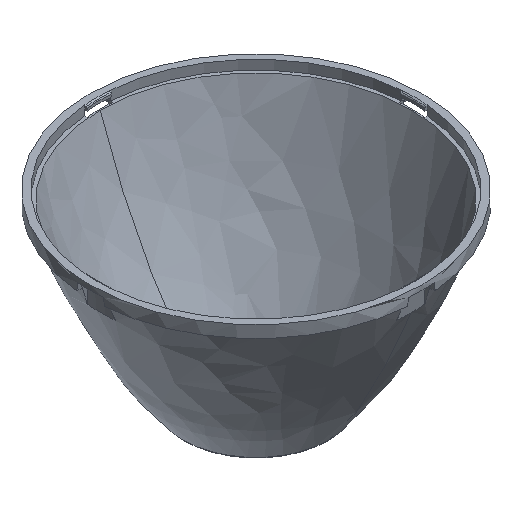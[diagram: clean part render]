
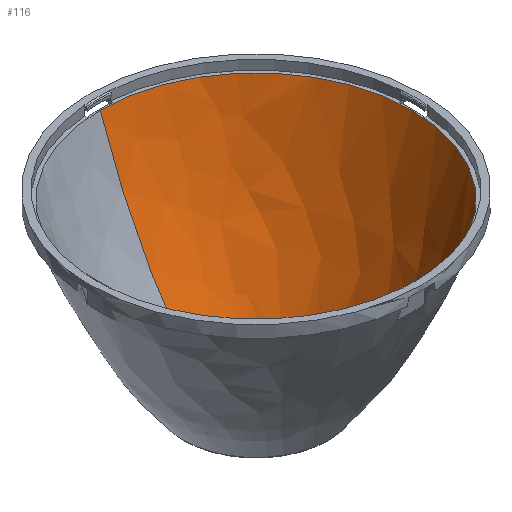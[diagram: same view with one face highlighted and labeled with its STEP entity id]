
A CAD part, isometric view. The second image highlights one B-rep face of the part: STEP entity #116.
In plain terms, the highlighted free-form (B-spline) face has degree [3, 3] with [4, 4] control points.
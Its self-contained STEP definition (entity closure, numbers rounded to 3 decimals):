
#28 = ORIENTED_EDGE ( 'NONE', *, *, #353, .F. ) ;
#52 = CARTESIAN_POINT ( 'NONE',  ( 0., -15.764, 0.65 ) ) ;
#116 = ADVANCED_FACE ( 'NONE', ( #1650 ), #436, .F. ) ;
#158 = AXIS2_PLACEMENT_3D ( 'NONE', #1150, #1146, #1144 ) ;
#185 = AXIS2_PLACEMENT_3D ( 'NONE', #2202, #2294, #2296 ) ;
#353 = EDGE_CURVE ( 'NONE', #1778, #2474, #1361, .T. ) ;
#436 =( BOUNDED_SURFACE ( )  B_SPLINE_SURFACE ( 3, 3, ( 
 ( #2461, #2659, #2153, #518 ),
 ( #2455, #2457, #2460, #2464 ),
 ( #2466, #2080, #2472, #2082 ),
 ( #2478, #2069, #2481, #2064 ) ),
 .UNSPECIFIED., .F., .F., .T. ) 
 B_SPLINE_SURFACE_WITH_KNOTS ( ( 4, 4 ),
 ( 4, 4 ),
 ( 0., 1. ),
 ( 0., 1. ),
 .UNSPECIFIED. ) 
 GEOMETRIC_REPRESENTATION_ITEM ( )  RATIONAL_B_SPLINE_SURFACE ( (
 ( 1., 0.333, 0.333, 1.),
 ( 0.992, 0.331, 0.331, 0.992),
 ( 0.992, 0.331, 0.331, 0.992),
 ( 1., 0.333, 0.333, 1.) ) ) 
 REPRESENTATION_ITEM ( '' )  SURFACE ( )  );
#458 = CARTESIAN_POINT ( 'NONE',  ( 0., -35.184, 38.9 ) ) ;
#489 = CIRCLE ( 'NONE', #158, 136.164 ) ;
#518 = CARTESIAN_POINT ( 'NONE',  ( 0., -15.764, 0.65 ) ) ;
#585 = DIRECTION ( 'NONE',  ( 0., 1., 0. ) ) ;
#597 = DIRECTION ( 'NONE',  ( 0., 0., 1. ) ) ;
#605 = CARTESIAN_POINT ( 'NONE',  ( 0., 0., 0.65 ) ) ;
#645 = CARTESIAN_POINT ( 'NONE',  ( 0., 15.764, 0.65 ) ) ;
#754 = EDGE_CURVE ( 'NONE', #1335, #1049, #489, .T. ) ;
#806 = EDGE_CURVE ( 'NONE', #2474, #1049, #1601, .T. ) ;
#1036 = DIRECTION ( 'NONE',  ( 0., 1., 0. ) ) ;
#1037 = DIRECTION ( 'NONE',  ( 0., 0., -1. ) ) ;
#1039 = CARTESIAN_POINT ( 'NONE',  ( 0., 0., 38.9 ) ) ;
#1049 = VERTEX_POINT ( 'NONE', #458 ) ;
#1144 = DIRECTION ( 'NONE',  ( 0., -1., 0. ) ) ;
#1146 = DIRECTION ( 'NONE',  ( -1., 0., 0. ) ) ;
#1150 = CARTESIAN_POINT ( 'NONE',  ( 0., 94.422, 80.648 ) ) ;
#1281 = AXIS2_PLACEMENT_3D ( 'NONE', #605, #597, #585 ) ;
#1335 = VERTEX_POINT ( 'NONE', #52 ) ;
#1361 = CIRCLE ( 'NONE', #185, 136.164 ) ;
#1471 = CIRCLE ( 'NONE', #1281, 15.764 ) ;
#1601 = CIRCLE ( 'NONE', #1689, 35.184 ) ;
#1650 = FACE_OUTER_BOUND ( 'NONE', #2433, .T. ) ;
#1689 = AXIS2_PLACEMENT_3D ( 'NONE', #1039, #1037, #1036 ) ;
#1770 = EDGE_CURVE ( 'NONE', #1335, #1778, #1471, .T. ) ;
#1778 = VERTEX_POINT ( 'NONE', #645 ) ;
#1831 = CARTESIAN_POINT ( 'NONE',  ( 0., 35.184, 38.9 ) ) ;
#1888 = ORIENTED_EDGE ( 'NONE', *, *, #806, .F. ) ;
#1944 = ORIENTED_EDGE ( 'NONE', *, *, #1770, .F. ) ;
#2064 = CARTESIAN_POINT ( 'NONE',  ( 0., -35.184, 38.9 ) ) ;
#2069 = CARTESIAN_POINT ( 'NONE',  ( 70.368, 35.184, 38.9 ) ) ;
#2080 = CARTESIAN_POINT ( 'NONE',  ( 61.526, 30.763, 25.175 ) ) ;
#2082 = CARTESIAN_POINT ( 'NONE',  ( 0., -30.763, 25.175 ) ) ;
#2089 = ORIENTED_EDGE ( 'NONE', *, *, #754, .T. ) ;
#2153 = CARTESIAN_POINT ( 'NONE',  ( 31.527, -15.764, 0.65 ) ) ;
#2202 = CARTESIAN_POINT ( 'NONE',  ( 0., -94.422, 80.648 ) ) ;
#2294 = DIRECTION ( 'NONE',  ( 1., 0., 0. ) ) ;
#2296 = DIRECTION ( 'NONE',  ( 0., 1., 0. ) ) ;
#2433 = EDGE_LOOP ( 'NONE', ( #1944, #2089, #1888, #28 ) ) ;
#2455 = CARTESIAN_POINT ( 'NONE',  ( 0., 24.235, 12.318 ) ) ;
#2457 = CARTESIAN_POINT ( 'NONE',  ( 48.47, 24.235, 12.318 ) ) ;
#2460 = CARTESIAN_POINT ( 'NONE',  ( 48.47, -24.235, 12.318 ) ) ;
#2461 = CARTESIAN_POINT ( 'NONE',  ( 0., 15.764, 0.65 ) ) ;
#2464 = CARTESIAN_POINT ( 'NONE',  ( 0., -24.235, 12.318 ) ) ;
#2466 = CARTESIAN_POINT ( 'NONE',  ( 0., 30.763, 25.175 ) ) ;
#2472 = CARTESIAN_POINT ( 'NONE',  ( 61.526, -30.763, 25.175 ) ) ;
#2474 = VERTEX_POINT ( 'NONE', #1831 ) ;
#2478 = CARTESIAN_POINT ( 'NONE',  ( 0., 35.184, 38.9 ) ) ;
#2481 = CARTESIAN_POINT ( 'NONE',  ( 70.368, -35.184, 38.9 ) ) ;
#2659 = CARTESIAN_POINT ( 'NONE',  ( 31.527, 15.764, 0.65 ) ) ;
